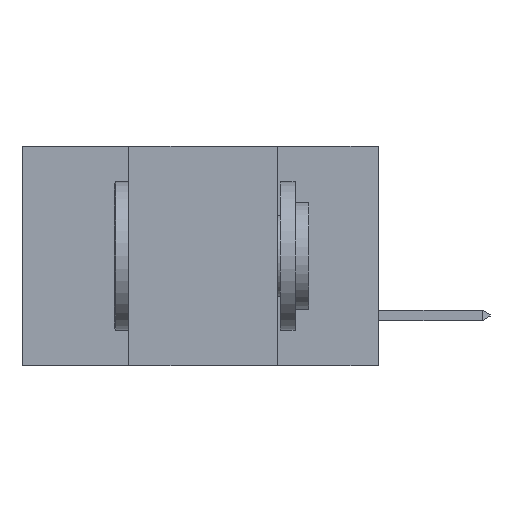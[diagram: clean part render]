
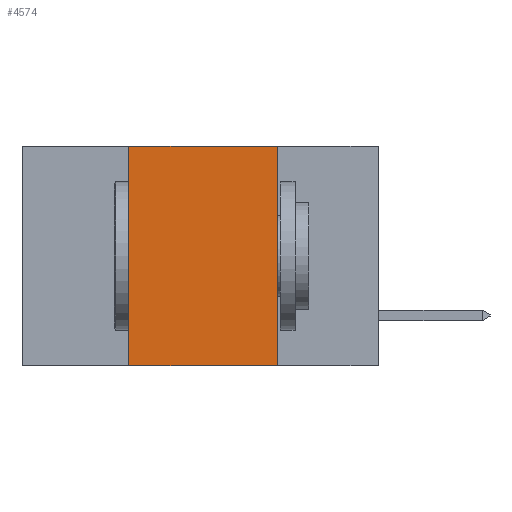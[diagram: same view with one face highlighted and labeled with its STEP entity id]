
A CAD part, left-side view. The second image highlights one B-rep face of the part: STEP entity #4574.
In plain terms, the highlighted planar face has unit normal (-1, 0, 0).
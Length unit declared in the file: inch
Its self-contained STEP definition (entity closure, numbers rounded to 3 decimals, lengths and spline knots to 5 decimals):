
#277 = DIRECTION ( 'NONE',  ( 0., 0., 1. ) ) ;
#407 = AXIS2_PLACEMENT_3D ( 'NONE', #11363, #16374, #16470 ) ;
#1470 = ORIENTED_EDGE ( 'NONE', *, *, #10264, .F. ) ;
#1772 = CARTESIAN_POINT ( 'NONE',  ( 0., 0.17, 0. ) ) ;
#3582 = CARTESIAN_POINT ( 'NONE',  ( 0., 0.17, -0.37 ) ) ;
#4445 = VECTOR ( 'NONE', #14323, 39.37008 ) ;
#4492 = ORIENTED_EDGE ( 'NONE', *, *, #8828, .F. ) ;
#4574 = ADVANCED_FACE ( 'NONE', ( #26662 ), #16273, .F. ) ;
#4598 = EDGE_CURVE ( 'NONE', #20096, #24200, #9218, .T. ) ;
#4743 = CARTESIAN_POINT ( 'NONE',  ( 0., 0.17, 0. ) ) ;
#5088 = LINE ( 'NONE', #5919, #4445 ) ;
#5139 = VERTEX_POINT ( 'NONE', #5184 ) ;
#5184 = CARTESIAN_POINT ( 'NONE',  ( 0., 0.42, 0. ) ) ;
#5919 = CARTESIAN_POINT ( 'NONE',  ( 0., 0.6, 0. ) ) ;
#6851 = DIRECTION ( 'NONE',  ( 0., 0., -1. ) ) ;
#7354 = DIRECTION ( 'NONE',  ( 0., -1., 0. ) ) ;
#8653 = EDGE_CURVE ( 'NONE', #5139, #25905, #5088, .T. ) ;
#8828 = EDGE_CURVE ( 'NONE', #20096, #5139, #11041, .T. ) ;
#9218 = LINE ( 'NONE', #26308, #14157 ) ;
#10264 = EDGE_CURVE ( 'NONE', #25905, #24200, #22254, .T. ) ;
#10720 = CARTESIAN_POINT ( 'NONE',  ( 0., 0.42, 0. ) ) ;
#10992 = VECTOR ( 'NONE', #6851, 39.37008 ) ;
#11041 = LINE ( 'NONE', #10720, #15987 ) ;
#11363 = CARTESIAN_POINT ( 'NONE',  ( 0., 0.6, 0. ) ) ;
#14157 = VECTOR ( 'NONE', #7354, 39.37008 ) ;
#14323 = DIRECTION ( 'NONE',  ( 0., -1., 0. ) ) ;
#15381 = ORIENTED_EDGE ( 'NONE', *, *, #4598, .T. ) ;
#15987 = VECTOR ( 'NONE', #277, 39.37008 ) ;
#16273 = PLANE ( 'NONE',  #407 ) ;
#16374 = DIRECTION ( 'NONE',  ( 1., 0., 0. ) ) ;
#16470 = DIRECTION ( 'NONE',  ( 0., 0., -1. ) ) ;
#17372 = EDGE_LOOP ( 'NONE', ( #1470, #23319, #4492, #15381 ) ) ;
#20096 = VERTEX_POINT ( 'NONE', #25296 ) ;
#22254 = LINE ( 'NONE', #4743, #10992 ) ;
#23319 = ORIENTED_EDGE ( 'NONE', *, *, #8653, .F. ) ;
#24200 = VERTEX_POINT ( 'NONE', #3582 ) ;
#25296 = CARTESIAN_POINT ( 'NONE',  ( 0., 0.42, -0.37 ) ) ;
#25905 = VERTEX_POINT ( 'NONE', #1772 ) ;
#26308 = CARTESIAN_POINT ( 'NONE',  ( 0., 0.6, -0.37 ) ) ;
#26662 = FACE_OUTER_BOUND ( 'NONE', #17372, .T. ) ;
